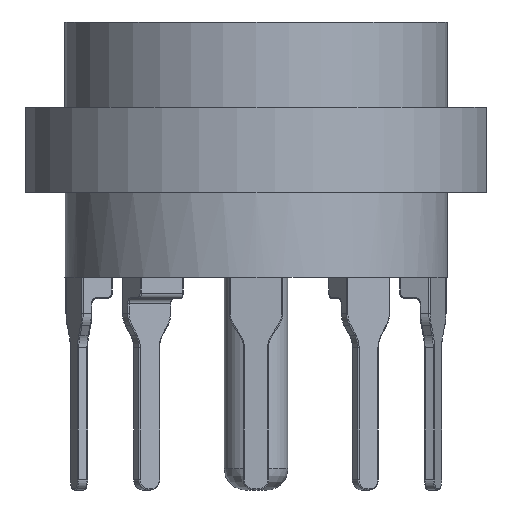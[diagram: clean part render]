
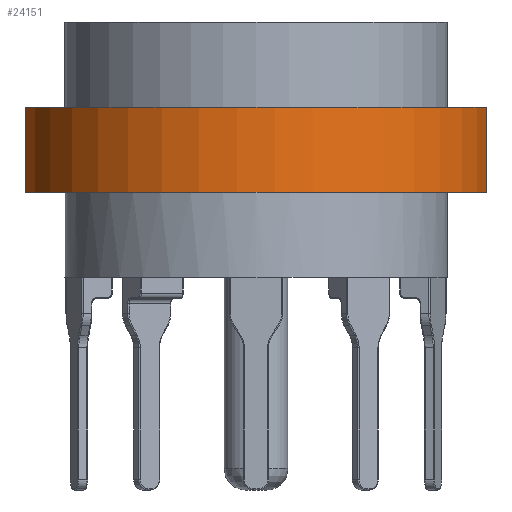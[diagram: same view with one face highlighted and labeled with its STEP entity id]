
A CAD part, front view. The second image highlights one B-rep face of the part: STEP entity #24151.
In plain terms, the highlighted cylindrical face has radius 11 mm (diameter 22 mm), a partial arc.
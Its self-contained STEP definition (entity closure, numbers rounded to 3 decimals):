
#4865 = PLANE('',#4866);
#4866 = AXIS2_PLACEMENT_3D('',#4867,#4868,#4869);
#4867 = CARTESIAN_POINT('',(0.,0.,0.));
#4868 = DIRECTION('',(-0.,-0.,-1.));
#4869 = DIRECTION('',(-1.,0.,0.));
#15169 = EDGE_CURVE('',#15170,#15172,#15174,.T.);
#15170 = VERTEX_POINT('',#15171);
#15171 = CARTESIAN_POINT('',(-10.844,-1.844,0.));
#15172 = VERTEX_POINT('',#15173);
#15173 = CARTESIAN_POINT('',(10.844,-1.844,0.));
#15174 = SURFACE_CURVE('',#15175,(#15180,#15191),.PCURVE_S1.);
#15175 = CIRCLE('',#15176,11.);
#15176 = AXIS2_PLACEMENT_3D('',#15177,#15178,#15179);
#15177 = CARTESIAN_POINT('',(0.,0.,0.));
#15178 = DIRECTION('',(0.,0.,1.));
#15179 = DIRECTION('',(1.,0.,0.));
#15180 = PCURVE('',#4865,#15181);
#15181 = DEFINITIONAL_REPRESENTATION('',(#15182),#15190);
#15182 = ( BOUNDED_CURVE() B_SPLINE_CURVE(2,(#15183,#15184,#15185,#15186
    ,#15187,#15188,#15189),.UNSPECIFIED.,.T.,.F.) 
B_SPLINE_CURVE_WITH_KNOTS((1,2,2,2,2,1),(-2.094,0.,
    2.094,4.189,6.283,8.378),
.UNSPECIFIED.) CURVE() GEOMETRIC_REPRESENTATION_ITEM() 
RATIONAL_B_SPLINE_CURVE((1.,0.5,1.,0.5,1.,0.5,1.)) REPRESENTATION_ITEM(
  '') );
#15183 = CARTESIAN_POINT('',(-11.,0.));
#15184 = CARTESIAN_POINT('',(-11.,19.053));
#15185 = CARTESIAN_POINT('',(5.5,9.526));
#15186 = CARTESIAN_POINT('',(22.,0.));
#15187 = CARTESIAN_POINT('',(5.5,-9.526));
#15188 = CARTESIAN_POINT('',(-11.,-19.053));
#15189 = CARTESIAN_POINT('',(-11.,0.));
#15190 = ( GEOMETRIC_REPRESENTATION_CONTEXT(2) 
PARAMETRIC_REPRESENTATION_CONTEXT() REPRESENTATION_CONTEXT('2D SPACE',''
  ) );
#15191 = PCURVE('',#15192,#15197);
#15192 = CYLINDRICAL_SURFACE('',#15193,11.);
#15193 = AXIS2_PLACEMENT_3D('',#15194,#15195,#15196);
#15194 = CARTESIAN_POINT('',(0.,0.,0.));
#15195 = DIRECTION('',(-0.,-0.,-1.));
#15196 = DIRECTION('',(1.,0.,0.));
#15197 = DEFINITIONAL_REPRESENTATION('',(#15198),#15202);
#15198 = LINE('',#15199,#15200);
#15199 = CARTESIAN_POINT('',(-0.,0.));
#15200 = VECTOR('',#15201,1.);
#15201 = DIRECTION('',(-1.,0.));
#15202 = ( GEOMETRIC_REPRESENTATION_CONTEXT(2) 
PARAMETRIC_REPRESENTATION_CONTEXT() REPRESENTATION_CONTEXT('2D SPACE',''
  ) );
#15223 = CYLINDRICAL_SURFACE('',#15224,1.844);
#15224 = AXIS2_PLACEMENT_3D('',#15225,#15226,#15227);
#15225 = CARTESIAN_POINT('',(-10.844,0.,0.));
#15226 = DIRECTION('',(-0.,-0.,-1.));
#15227 = DIRECTION('',(1.,0.,0.));
#15255 = CYLINDRICAL_SURFACE('',#15256,1.844);
#15256 = AXIS2_PLACEMENT_3D('',#15257,#15258,#15259);
#15257 = CARTESIAN_POINT('',(10.844,0.,0.));
#15258 = DIRECTION('',(-0.,-0.,-1.));
#15259 = DIRECTION('',(1.,0.,0.));
#24151 = ADVANCED_FACE('',(#24152),#15192,.T.);
#24152 = FACE_BOUND('',#24153,.F.);
#24153 = EDGE_LOOP('',(#24154,#24177,#24210,#24231));
#24154 = ORIENTED_EDGE('',*,*,#24155,.T.);
#24155 = EDGE_CURVE('',#15170,#24156,#24158,.T.);
#24156 = VERTEX_POINT('',#24157);
#24157 = CARTESIAN_POINT('',(-10.844,-1.844,4.));
#24158 = SURFACE_CURVE('',#24159,(#24163,#24170),.PCURVE_S1.);
#24159 = LINE('',#24160,#24161);
#24160 = CARTESIAN_POINT('',(-10.844,-1.844,0.));
#24161 = VECTOR('',#24162,1.);
#24162 = DIRECTION('',(0.,0.,1.));
#24163 = PCURVE('',#15192,#24164);
#24164 = DEFINITIONAL_REPRESENTATION('',(#24165),#24169);
#24165 = LINE('',#24166,#24167);
#24166 = CARTESIAN_POINT('',(-3.31,0.));
#24167 = VECTOR('',#24168,1.);
#24168 = DIRECTION('',(-0.,-1.));
#24169 = ( GEOMETRIC_REPRESENTATION_CONTEXT(2) 
PARAMETRIC_REPRESENTATION_CONTEXT() REPRESENTATION_CONTEXT('2D SPACE',''
  ) );
#24170 = PCURVE('',#15223,#24171);
#24171 = DEFINITIONAL_REPRESENTATION('',(#24172),#24176);
#24172 = LINE('',#24173,#24174);
#24173 = CARTESIAN_POINT('',(-4.712,0.));
#24174 = VECTOR('',#24175,1.);
#24175 = DIRECTION('',(-0.,-1.));
#24176 = ( GEOMETRIC_REPRESENTATION_CONTEXT(2) 
PARAMETRIC_REPRESENTATION_CONTEXT() REPRESENTATION_CONTEXT('2D SPACE',''
  ) );
#24177 = ORIENTED_EDGE('',*,*,#24178,.T.);
#24178 = EDGE_CURVE('',#24156,#24179,#24181,.T.);
#24179 = VERTEX_POINT('',#24180);
#24180 = CARTESIAN_POINT('',(10.844,-1.844,4.));
#24181 = SURFACE_CURVE('',#24182,(#24187,#24194),.PCURVE_S1.);
#24182 = CIRCLE('',#24183,11.);
#24183 = AXIS2_PLACEMENT_3D('',#24184,#24185,#24186);
#24184 = CARTESIAN_POINT('',(0.,0.,4.));
#24185 = DIRECTION('',(0.,0.,1.));
#24186 = DIRECTION('',(1.,0.,0.));
#24187 = PCURVE('',#15192,#24188);
#24188 = DEFINITIONAL_REPRESENTATION('',(#24189),#24193);
#24189 = LINE('',#24190,#24191);
#24190 = CARTESIAN_POINT('',(-0.,-4.));
#24191 = VECTOR('',#24192,1.);
#24192 = DIRECTION('',(-1.,0.));
#24193 = ( GEOMETRIC_REPRESENTATION_CONTEXT(2) 
PARAMETRIC_REPRESENTATION_CONTEXT() REPRESENTATION_CONTEXT('2D SPACE',''
  ) );
#24194 = PCURVE('',#24195,#24200);
#24195 = PLANE('',#24196);
#24196 = AXIS2_PLACEMENT_3D('',#24197,#24198,#24199);
#24197 = CARTESIAN_POINT('',(0.,0.,4.));
#24198 = DIRECTION('',(-0.,-0.,-1.));
#24199 = DIRECTION('',(-1.,0.,0.));
#24200 = DEFINITIONAL_REPRESENTATION('',(#24201),#24209);
#24201 = ( BOUNDED_CURVE() B_SPLINE_CURVE(2,(#24202,#24203,#24204,#24205
    ,#24206,#24207,#24208),.UNSPECIFIED.,.T.,.F.) 
B_SPLINE_CURVE_WITH_KNOTS((1,2,2,2,2,1),(-2.094,0.,
    2.094,4.189,6.283,8.378),
.UNSPECIFIED.) CURVE() GEOMETRIC_REPRESENTATION_ITEM() 
RATIONAL_B_SPLINE_CURVE((1.,0.5,1.,0.5,1.,0.5,1.)) REPRESENTATION_ITEM(
  '') );
#24202 = CARTESIAN_POINT('',(-11.,0.));
#24203 = CARTESIAN_POINT('',(-11.,19.053));
#24204 = CARTESIAN_POINT('',(5.5,9.526));
#24205 = CARTESIAN_POINT('',(22.,0.));
#24206 = CARTESIAN_POINT('',(5.5,-9.526));
#24207 = CARTESIAN_POINT('',(-11.,-19.053));
#24208 = CARTESIAN_POINT('',(-11.,0.));
#24209 = ( GEOMETRIC_REPRESENTATION_CONTEXT(2) 
PARAMETRIC_REPRESENTATION_CONTEXT() REPRESENTATION_CONTEXT('2D SPACE',''
  ) );
#24210 = ORIENTED_EDGE('',*,*,#24211,.F.);
#24211 = EDGE_CURVE('',#15172,#24179,#24212,.T.);
#24212 = SURFACE_CURVE('',#24213,(#24217,#24224),.PCURVE_S1.);
#24213 = LINE('',#24214,#24215);
#24214 = CARTESIAN_POINT('',(10.844,-1.844,0.));
#24215 = VECTOR('',#24216,1.);
#24216 = DIRECTION('',(0.,0.,1.));
#24217 = PCURVE('',#15192,#24218);
#24218 = DEFINITIONAL_REPRESENTATION('',(#24219),#24223);
#24219 = LINE('',#24220,#24221);
#24220 = CARTESIAN_POINT('',(-6.115,0.));
#24221 = VECTOR('',#24222,1.);
#24222 = DIRECTION('',(-0.,-1.));
#24223 = ( GEOMETRIC_REPRESENTATION_CONTEXT(2) 
PARAMETRIC_REPRESENTATION_CONTEXT() REPRESENTATION_CONTEXT('2D SPACE',''
  ) );
#24224 = PCURVE('',#15255,#24225);
#24225 = DEFINITIONAL_REPRESENTATION('',(#24226),#24230);
#24226 = LINE('',#24227,#24228);
#24227 = CARTESIAN_POINT('',(-4.712,0.));
#24228 = VECTOR('',#24229,1.);
#24229 = DIRECTION('',(-0.,-1.));
#24230 = ( GEOMETRIC_REPRESENTATION_CONTEXT(2) 
PARAMETRIC_REPRESENTATION_CONTEXT() REPRESENTATION_CONTEXT('2D SPACE',''
  ) );
#24231 = ORIENTED_EDGE('',*,*,#15169,.F.);
